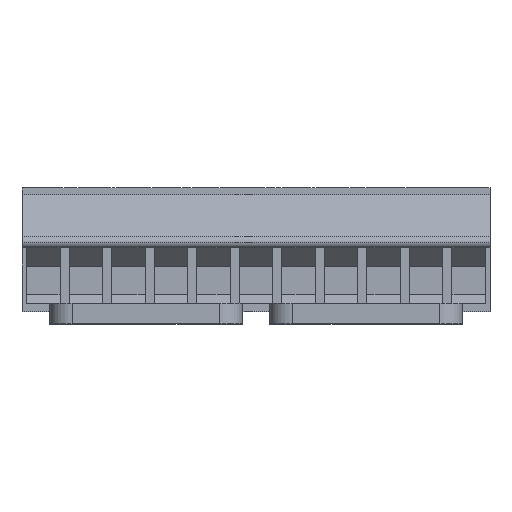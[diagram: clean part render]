
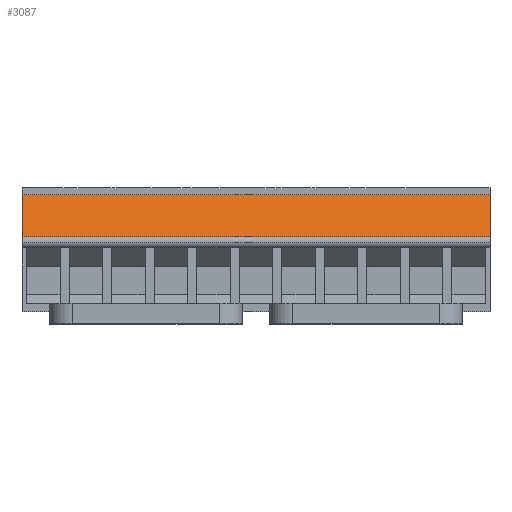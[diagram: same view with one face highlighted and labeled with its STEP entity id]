
A CAD part, top view. The second image highlights one B-rep face of the part: STEP entity #3087.
In plain terms, the highlighted planar face has unit normal (0, 0.359, 0.933).
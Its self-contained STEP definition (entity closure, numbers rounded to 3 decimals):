
#3074=AXIS2_PLACEMENT_3D('Plane Axis2P3D',#3071,#3072,#3073) ;
#2914=CARTESIAN_POINT('Vertex',(0.,7.83,14.85)) ;
#2917=CARTESIAN_POINT('Line Origine',(0.,9.715,14.125)) ;
#2921=CARTESIAN_POINT('Vertex',(0.,11.6,13.4)) ;
#2978=CARTESIAN_POINT('Vertex',(41.91,11.6,13.4)) ;
#2981=CARTESIAN_POINT('Line Origine',(41.91,9.715,14.125)) ;
#2985=CARTESIAN_POINT('Vertex',(41.91,7.83,14.85)) ;
#3059=CARTESIAN_POINT('Line Origine',(20.955,11.6,13.4)) ;
#3071=CARTESIAN_POINT('Axis2P3D Location',(0.,7.83,14.85)) ;
#3076=CARTESIAN_POINT('Line Origine',(20.955,7.83,14.85)) ;
#2918=DIRECTION('Vector Direction',(0.,0.933,-0.359)) ;
#2982=DIRECTION('Vector Direction',(0.,0.933,-0.359)) ;
#3060=DIRECTION('Vector Direction',(1.,0.,0.)) ;
#3072=DIRECTION('Axis2P3D Direction',(0.,-0.359,-0.933)) ;
#3073=DIRECTION('Axis2P3D XDirection',(0.,0.933,-0.359)) ;
#3077=DIRECTION('Vector Direction',(1.,0.,0.)) ;
#2919=VECTOR('Line Direction',#2918,1.) ;
#2983=VECTOR('Line Direction',#2982,1.) ;
#3061=VECTOR('Line Direction',#3060,1.) ;
#3078=VECTOR('Line Direction',#3077,1.) ;
#3082=ORIENTED_EDGE('',*,*,#2987,.T.) ;
#3083=ORIENTED_EDGE('',*,*,#3063,.F.) ;
#3084=ORIENTED_EDGE('',*,*,#2923,.T.) ;
#3085=ORIENTED_EDGE('',*,*,#3080,.T.) ;
#3087=ADVANCED_FACE('HOUSING',(#3086),#3075,.F.) ;
#2923=EDGE_CURVE('',#2922,#2915,#2920,.F.) ;
#2987=EDGE_CURVE('',#2986,#2979,#2984,.T.) ;
#3063=EDGE_CURVE('',#2922,#2979,#3062,.T.) ;
#3080=EDGE_CURVE('',#2915,#2986,#3079,.T.) ;
#3081=EDGE_LOOP('',(#3082,#3083,#3084,#3085)) ;
#3086=FACE_OUTER_BOUND('',#3081,.T.) ;
#2920=LINE('Line',#2917,#2919) ;
#2984=LINE('Line',#2981,#2983) ;
#3062=LINE('Line',#3059,#3061) ;
#3079=LINE('Line',#3076,#3078) ;
#3075=PLANE('',#3074) ;
#2915=VERTEX_POINT('',#2914) ;
#2922=VERTEX_POINT('',#2921) ;
#2979=VERTEX_POINT('',#2978) ;
#2986=VERTEX_POINT('',#2985) ;
